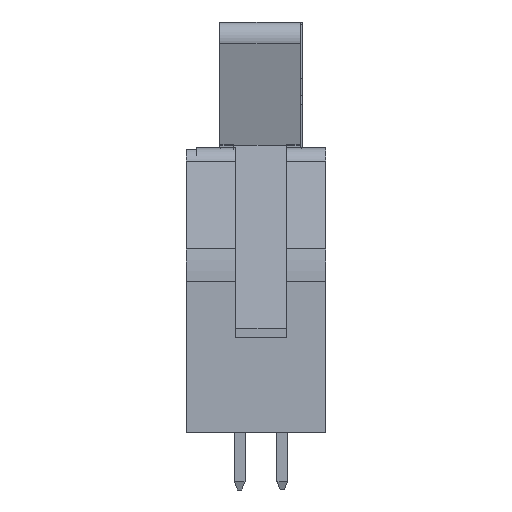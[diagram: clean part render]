
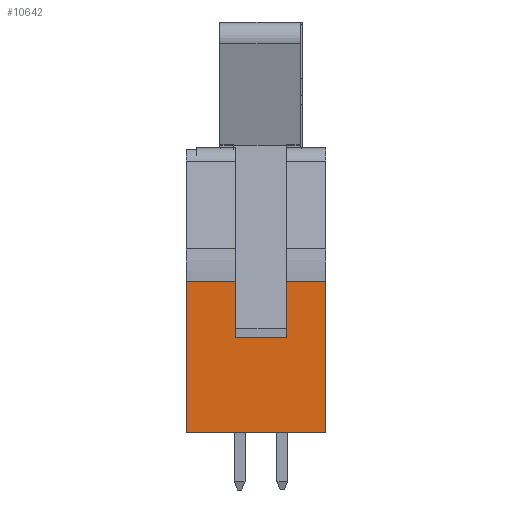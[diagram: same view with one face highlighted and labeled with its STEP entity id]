
A CAD part, left-side view. The second image highlights one B-rep face of the part: STEP entity #10642.
In plain terms, the highlighted planar face has unit normal (-1, 0, 0).
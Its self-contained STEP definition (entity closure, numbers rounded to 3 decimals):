
#1324=ORIENTED_EDGE('',*,*,#4248,.T.);
#1325=ORIENTED_EDGE('',*,*,#4165,.T.);
#1326=ORIENTED_EDGE('',*,*,#4199,.F.);
#1327=ORIENTED_EDGE('',*,*,#4116,.F.);
#1328=ORIENTED_EDGE('',*,*,#3466,.T.);
#1329=ORIENTED_EDGE('',*,*,#4249,.T.);
#1330=ORIENTED_EDGE('',*,*,#4250,.F.);
#1331=ORIENTED_EDGE('',*,*,#4251,.F.);
#3466=EDGE_CURVE('',#5001,#5000,#6020,.T.);
#4116=EDGE_CURVE('',#5001,#5593,#6642,.T.);
#4165=EDGE_CURVE('',#5627,#5628,#6683,.T.);
#4199=EDGE_CURVE('',#5593,#5628,#6710,.T.);
#4248=EDGE_CURVE('',#5674,#5627,#6756,.T.);
#4249=EDGE_CURVE('',#5000,#5675,#6757,.T.);
#4250=EDGE_CURVE('',#5676,#5675,#6758,.T.);
#4251=EDGE_CURVE('',#5674,#5676,#6759,.T.);
#5000=VERTEX_POINT('',#14313);
#5001=VERTEX_POINT('',#14315);
#5593=VERTEX_POINT('',#15671);
#5627=VERTEX_POINT('',#15764);
#5628=VERTEX_POINT('',#15766);
#5674=VERTEX_POINT('',#15920);
#5675=VERTEX_POINT('',#15922);
#5676=VERTEX_POINT('',#15924);
#6020=LINE('',#14314,#7487);
#6642=LINE('',#15670,#8109);
#6683=LINE('',#15767,#8150);
#6710=LINE('',#15829,#8177);
#6756=LINE('',#15919,#8223);
#6757=LINE('',#15921,#8224);
#6758=LINE('',#15923,#8225);
#6759=LINE('',#15925,#8226);
#7487=VECTOR('',#11630,1000.);
#8109=VECTOR('',#12536,1000.);
#8150=VECTOR('',#12617,1000.);
#8177=VECTOR('',#12676,1000.);
#8223=VECTOR('',#12758,1000.);
#8224=VECTOR('',#12759,1000.);
#8225=VECTOR('',#12760,1000.);
#8226=VECTOR('',#12761,1000.);
#9098=EDGE_LOOP('',(#1324,#1325,#1326,#1327,#1328,#1329,#1330,#1331));
#9657=FACE_BOUND('',#9098,.T.);
#10190=PLANE('',#11196);
#10642=ADVANCED_FACE('',(#9657),#10190,.T.);
#11196=AXIS2_PLACEMENT_3D('',#15918,#12756,#12757);
#11630=DIRECTION('',(0.,0.,1.));
#12536=DIRECTION('',(0.,1.,0.));
#12617=DIRECTION('',(0.,1.,0.));
#12676=DIRECTION('',(0.,0.,1.));
#12756=DIRECTION('',(-1.,0.,0.));
#12757=DIRECTION('',(0.,0.,1.));
#12758=DIRECTION('',(0.,0.,1.));
#12759=DIRECTION('',(0.,1.,0.));
#12760=DIRECTION('',(0.,0.,1.));
#12761=DIRECTION('',(0.,-1.,0.));
#14313=CARTESIAN_POINT('',(-47.85,-4.15,4.01));
#14314=CARTESIAN_POINT('',(-47.85,-4.15,-5.));
#14315=CARTESIAN_POINT('',(-47.85,-4.15,-5.));
#15670=CARTESIAN_POINT('',(-47.85,-4.15,-5.));
#15671=CARTESIAN_POINT('',(-47.85,4.15,-5.));
#15764=CARTESIAN_POINT('',(-47.85,1.225,4.01));
#15766=CARTESIAN_POINT('',(-47.85,4.15,4.01));
#15767=CARTESIAN_POINT('',(-47.85,-4.15,4.01));
#15829=CARTESIAN_POINT('',(-47.85,4.15,-5.));
#15918=CARTESIAN_POINT('',(-47.85,-4.15,-5.));
#15919=CARTESIAN_POINT('',(-47.85,1.225,0.7));
#15920=CARTESIAN_POINT('',(-47.85,1.225,0.7));
#15921=CARTESIAN_POINT('',(-47.85,-4.15,4.01));
#15922=CARTESIAN_POINT('',(-47.85,-1.825,4.01));
#15923=CARTESIAN_POINT('',(-47.85,-1.825,0.7));
#15924=CARTESIAN_POINT('',(-47.85,-1.825,0.7));
#15925=CARTESIAN_POINT('',(-47.85,1.225,0.7));
